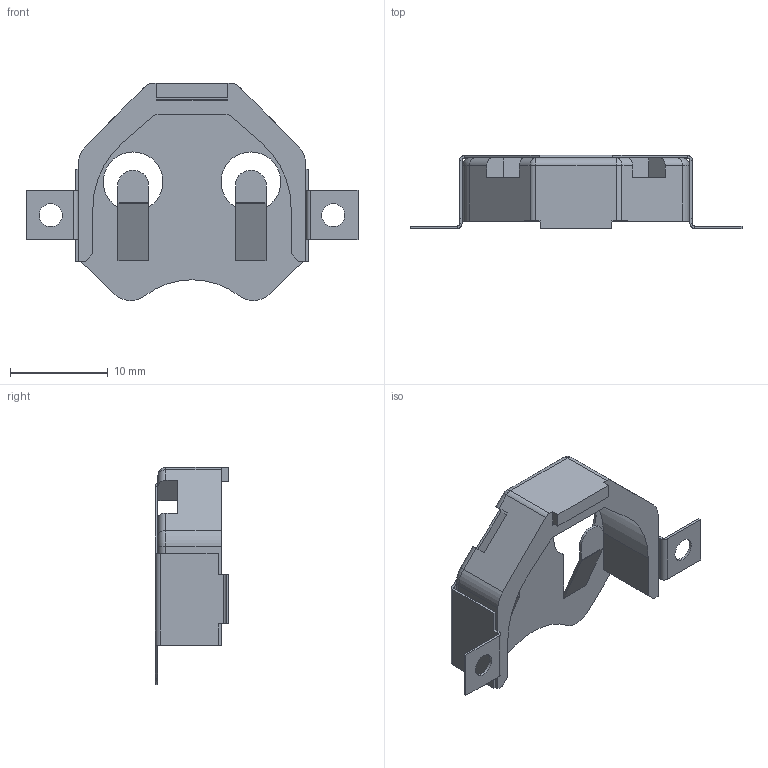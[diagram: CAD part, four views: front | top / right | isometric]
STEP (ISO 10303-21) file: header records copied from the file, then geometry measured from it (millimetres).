
FILE_DESCRIPTION(/* description */ (''),/* implementation_level */ '2;1');
FILE_NAME(/* name */ 'Battery Holder - CR2032 x2 - Keystone - 3074-2 v3.step',/* time_stamp */ '2022-10-05T15:27:50+01:00',/* author */ (''),/* organization */ (''),/* preprocessor_version */ 'ST-DEVELOPER v19',/* originating_system */ 'Autodesk Translation Framework v11.7.0.108',/* authorisation */ '');
FILE_SCHEMA (('AUTOMOTIVE_DESIGN { 1 0 10303 214 3 1 1 }'));
Length unit declared in the file: millimetre
Products named in the file (3): Battery Holder - CR2032 x2 - Keystone - 3074-2; Battery Holder; Component2
Assembly tree (2 placements, depth 2):
  Battery Holder - CR2032 x2 - Keystone - 3074-2
    Battery Holder
    Component2
Bounding box: 34.01 x 7.49 x 22.25 mm (x, y, z)
Volume: 754.2 mm3; surface area: 2095.4 mm2
Topology: 2 solids, 2 shells, 173 faces, 425 edges, 254 vertices
Faces by surface type: plane 129, cylinder 40, torus 2, sphere 2
Full cylindrical faces by diameter (mm): 2.362 x2
Entity records: 5253 total; most frequent: DIRECTION 867, CARTESIAN_POINT 856, ORIENTED_EDGE 846, EDGE_CURVE 423, LINE 337, VECTOR 337, AXIS2_PLACEMENT_3D 265, VERTEX_POINT 254
